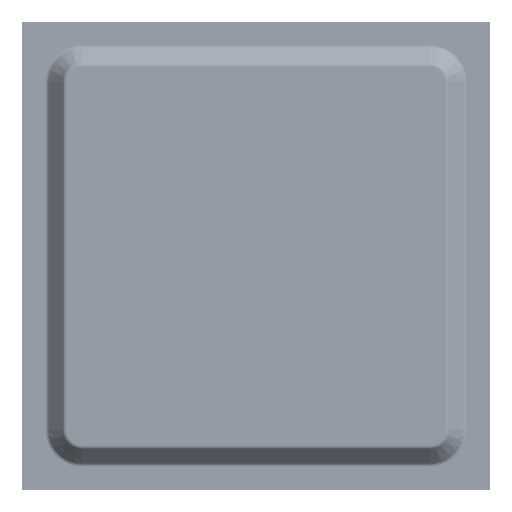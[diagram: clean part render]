
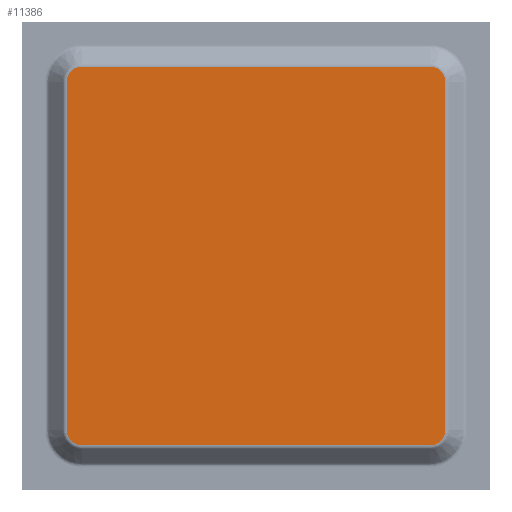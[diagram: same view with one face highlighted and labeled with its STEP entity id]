
A CAD part, top view. The second image highlights one B-rep face of the part: STEP entity #11386.
In plain terms, the highlighted planar face has unit normal (0, 0, 1).
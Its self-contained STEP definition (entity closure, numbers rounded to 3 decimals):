
#2085=CIRCLE('',#13476,0.876);
#2089=CIRCLE('',#13482,0.876);
#2093=CIRCLE('',#13488,0.876);
#2097=CIRCLE('',#13494,0.876);
#3485=FACE_OUTER_BOUND('',#4200,.T.);
#4200=EDGE_LOOP('',(#9950,#9951,#9952,#9953,#9954,#9955,#9956,#9957));
#4917=LINE('',#21244,#4962);
#4919=LINE('',#21254,#4964);
#4921=LINE('',#21266,#4966);
#4922=LINE('',#21273,#4967);
#4962=VECTOR('',#17682,10.);
#4964=VECTOR('',#17694,10.);
#4966=VECTOR('',#17708,10.);
#4967=VECTOR('',#17719,10.);
#6361=VERTEX_POINT('',#21236);
#6362=VERTEX_POINT('',#21238);
#6363=VERTEX_POINT('',#21242);
#6364=VERTEX_POINT('',#21246);
#6365=VERTEX_POINT('',#21250);
#6367=VERTEX_POINT('',#21256);
#6369=VERTEX_POINT('',#21262);
#6371=VERTEX_POINT('',#21268);
#7777=EDGE_CURVE('',#6361,#6362,#2085,.T.);
#7780=EDGE_CURVE('',#6362,#6363,#4917,.T.);
#7782=EDGE_CURVE('',#6363,#6364,#2089,.T.);
#7785=EDGE_CURVE('',#6364,#6365,#4919,.T.);
#7788=EDGE_CURVE('',#6365,#6367,#2093,.T.);
#7791=EDGE_CURVE('',#6367,#6369,#4921,.T.);
#7794=EDGE_CURVE('',#6369,#6371,#2097,.T.);
#7795=EDGE_CURVE('',#6371,#6361,#4922,.T.);
#9950=ORIENTED_EDGE('',*,*,#7777,.F.);
#9951=ORIENTED_EDGE('',*,*,#7795,.F.);
#9952=ORIENTED_EDGE('',*,*,#7794,.F.);
#9953=ORIENTED_EDGE('',*,*,#7791,.F.);
#9954=ORIENTED_EDGE('',*,*,#7788,.F.);
#9955=ORIENTED_EDGE('',*,*,#7785,.F.);
#9956=ORIENTED_EDGE('',*,*,#7782,.F.);
#9957=ORIENTED_EDGE('',*,*,#7780,.F.);
#10675=PLANE('',#13498);
#11386=ADVANCED_FACE('',(#3485),#10675,.T.);
#13476=AXIS2_PLACEMENT_3D('',#21239,#17674,#17675);
#13482=AXIS2_PLACEMENT_3D('',#21248,#17687,#17688);
#13488=AXIS2_PLACEMENT_3D('',#21260,#17701,#17702);
#13494=AXIS2_PLACEMENT_3D('',#21271,#17715,#17716);
#13498=AXIS2_PLACEMENT_3D('',#21278,#17726,#17727);
#17674=DIRECTION('center_axis',(0.,0.,-1.));
#17675=DIRECTION('ref_axis',(-0.707,-0.707,0.));
#17682=DIRECTION('',(0.,1.,0.));
#17687=DIRECTION('center_axis',(0.,0.,-1.));
#17688=DIRECTION('ref_axis',(-0.707,0.707,0.));
#17694=DIRECTION('',(1.,0.,0.));
#17701=DIRECTION('center_axis',(0.,0.,-1.));
#17702=DIRECTION('ref_axis',(0.707,0.707,0.));
#17708=DIRECTION('',(0.,-1.,0.));
#17715=DIRECTION('center_axis',(0.,0.,-1.));
#17716=DIRECTION('ref_axis',(0.707,-0.707,0.));
#17719=DIRECTION('',(-1.,0.,0.));
#17726=DIRECTION('center_axis',(0.,0.,1.));
#17727=DIRECTION('ref_axis',(1.,0.,0.));
#21236=CARTESIAN_POINT('',(-10.05,-10.926,3.52));
#21238=CARTESIAN_POINT('',(-10.926,-10.05,3.52));
#21239=CARTESIAN_POINT('Origin',(-10.05,-10.05,3.52));
#21242=CARTESIAN_POINT('',(-10.926,10.05,3.52));
#21244=CARTESIAN_POINT('',(-10.926,2.763,3.52));
#21246=CARTESIAN_POINT('',(-10.05,10.926,3.52));
#21248=CARTESIAN_POINT('Origin',(-10.05,10.05,3.52));
#21250=CARTESIAN_POINT('',(10.05,10.926,3.52));
#21254=CARTESIAN_POINT('',(2.763,10.926,3.52));
#21256=CARTESIAN_POINT('',(10.926,10.05,3.52));
#21260=CARTESIAN_POINT('Origin',(10.05,10.05,3.52));
#21262=CARTESIAN_POINT('',(10.926,-10.05,3.52));
#21266=CARTESIAN_POINT('',(10.926,-2.763,3.52));
#21268=CARTESIAN_POINT('',(10.05,-10.926,3.52));
#21271=CARTESIAN_POINT('Origin',(10.05,-10.05,3.52));
#21273=CARTESIAN_POINT('',(-2.763,-10.926,3.52));
#21278=CARTESIAN_POINT('Origin',(0.,0.,3.52));
